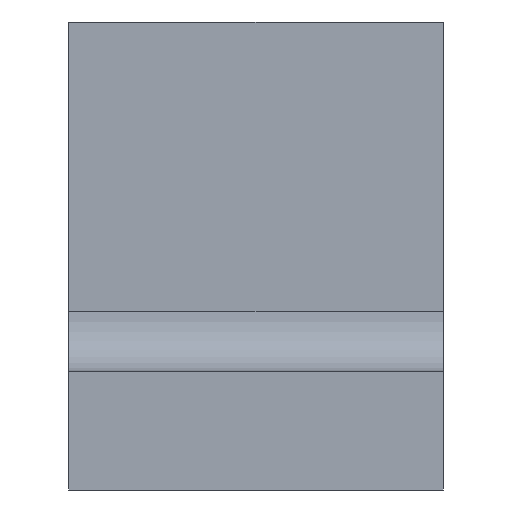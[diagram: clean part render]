
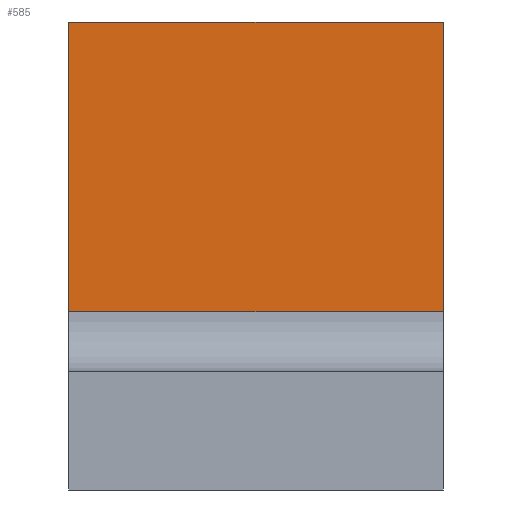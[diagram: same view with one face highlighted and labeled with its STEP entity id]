
A CAD part, left-side view. The second image highlights one B-rep face of the part: STEP entity #585.
In plain terms, the highlighted planar face has unit normal (-1, 0, 0).
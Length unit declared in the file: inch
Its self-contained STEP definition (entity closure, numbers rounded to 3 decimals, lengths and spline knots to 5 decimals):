
#18 = DIRECTION ( 'NONE',  ( 0., 0., 1. ) ) ;
#24 = LINE ( 'NONE', #329, #73 ) ;
#30 = VECTOR ( 'NONE', #521, 39.37008 ) ;
#49 = PLANE ( 'NONE',  #56 ) ;
#56 = AXIS2_PLACEMENT_3D ( 'NONE', #425, #364, #714 ) ;
#73 = VECTOR ( 'NONE', #676, 39.37008 ) ;
#76 = DIRECTION ( 'NONE',  ( 0., -1., 0. ) ) ;
#82 = VECTOR ( 'NONE', #18, 39.37008 ) ;
#94 = CARTESIAN_POINT ( 'NONE',  ( 0.5, 0.7874, 0.375 ) ) ;
#104 = CARTESIAN_POINT ( 'NONE',  ( 0.5, 0.7874, 0. ) ) ;
#111 = ORIENTED_EDGE ( 'NONE', *, *, #761, .F. ) ;
#134 = ORIENTED_EDGE ( 'NONE', *, *, #235, .F. ) ;
#152 = CARTESIAN_POINT ( 'NONE',  ( 0.5, 0., 0. ) ) ;
#155 = VERTEX_POINT ( 'NONE', #278 ) ;
#186 = CARTESIAN_POINT ( 'NONE',  ( 0.5, 0.7874, 0.98425 ) ) ;
#235 = EDGE_CURVE ( 'NONE', #155, #713, #534, .T. ) ;
#240 = CARTESIAN_POINT ( 'NONE',  ( 0.5, 0., 0.98425 ) ) ;
#274 = LINE ( 'NONE', #152, #82 ) ;
#278 = CARTESIAN_POINT ( 'NONE',  ( 0.5, 0.7874, 0.98425 ) ) ;
#280 = CARTESIAN_POINT ( 'NONE',  ( 0.5, 0., 0.375 ) ) ;
#329 = CARTESIAN_POINT ( 'NONE',  ( 0.5, 0.7874, 0.375 ) ) ;
#364 = DIRECTION ( 'NONE',  ( -1., 0., 0. ) ) ;
#400 = ORIENTED_EDGE ( 'NONE', *, *, #402, .T. ) ;
#402 = EDGE_CURVE ( 'NONE', #473, #713, #274, .T. ) ;
#425 = CARTESIAN_POINT ( 'NONE',  ( 0.5, 0.7874, 0. ) ) ;
#473 = VERTEX_POINT ( 'NONE', #280 ) ;
#521 = DIRECTION ( 'NONE',  ( 0., 0., 1. ) ) ;
#532 = EDGE_LOOP ( 'NONE', ( #400, #134, #552, #111 ) ) ;
#534 = LINE ( 'NONE', #186, #638 ) ;
#552 = ORIENTED_EDGE ( 'NONE', *, *, #570, .F. ) ;
#570 = EDGE_CURVE ( 'NONE', #735, #155, #633, .T. ) ;
#583 = FACE_OUTER_BOUND ( 'NONE', #532, .T. ) ;
#585 = ADVANCED_FACE ( 'NONE', ( #583 ), #49, .T. ) ;
#633 = LINE ( 'NONE', #104, #30 ) ;
#638 = VECTOR ( 'NONE', #76, 39.37008 ) ;
#676 = DIRECTION ( 'NONE',  ( 0., 1., 0. ) ) ;
#713 = VERTEX_POINT ( 'NONE', #240 ) ;
#714 = DIRECTION ( 'NONE',  ( 0., 0., -1. ) ) ;
#735 = VERTEX_POINT ( 'NONE', #94 ) ;
#761 = EDGE_CURVE ( 'NONE', #473, #735, #24, .T. ) ;
